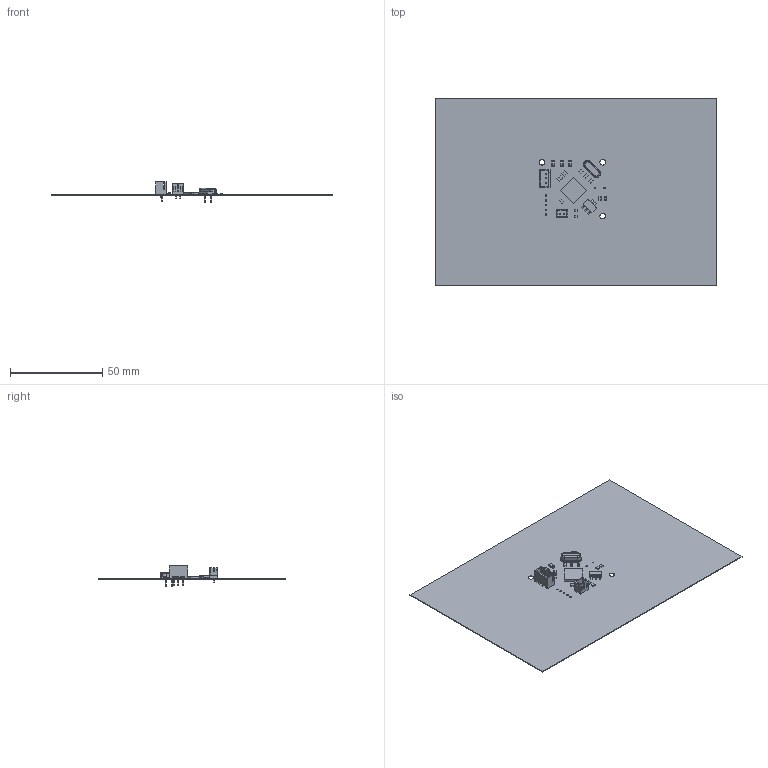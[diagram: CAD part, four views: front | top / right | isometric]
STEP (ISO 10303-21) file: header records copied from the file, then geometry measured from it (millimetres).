
FILE_DESCRIPTION(('Open CASCADE Model'),'2;1');
FILE_NAME('Open CASCADE Shape Model','2015-07-26T11:31:32',('Author'),( 'Open CASCADE'),'Open CASCADE STEP processor 6.5','Open CASCADE 6.5' ,'Unknown');
FILE_SCHEMA(('AUTOMOTIVE_DESIGN { 1 0 10303 214 1 1 1 1 }'));
Length unit declared in the file: millimetre
Products named in the file (29): PCB; Boardidro900ma; C1idro900ma; SW3dPS-smt_resistor_packages; C2idro900ma; C4idro900ma; C5idro900ma; C6idro900ma; C7idro900ma; IC1idro900ma; SW3dPS-Regulator; IDROidro900ma; SW3dPS-jst-b3b-xh-a; LED1idro900ma; User_Library-led_1206-green; LED2idro900ma; LED3idro900ma; R1idro900ma; R2idro900ma; R3idro900ma; R4idro900ma; R5idro900ma; U1idro900ma; 578800016; Extruded; VINidro900ma; User_Library-PCB_HEADER_(JST_BxB-PH-K-S_(VERTICAL)); X1idro900ma; SW3dPS-HP49US
Assembly tree (40 placements, depth 4):
  PCB
    Boardidro900ma
    C1idro900ma
      SW3dPS-smt_resistor_packages
    C2idro900ma
      SW3dPS-smt_resistor_packages
    C4idro900ma
      SW3dPS-smt_resistor_packages
    C5idro900ma
      SW3dPS-smt_resistor_packages
    C6idro900ma
      SW3dPS-smt_resistor_packages
    C7idro900ma
      SW3dPS-smt_resistor_packages
    IC1idro900ma
      SW3dPS-Regulator
    IDROidro900ma
      SW3dPS-jst-b3b-xh-a
    LED1idro900ma
      User_Library-led_1206-green
    LED2idro900ma
      User_Library-led_1206-green
    LED3idro900ma
      User_Library-led_1206-green
    R1idro900ma
      SW3dPS-smt_resistor_packages
    R2idro900ma
      SW3dPS-smt_resistor_packages
    R3idro900ma
      SW3dPS-smt_resistor_packages
    R4idro900ma
      SW3dPS-smt_resistor_packages
    R5idro900ma
      SW3dPS-smt_resistor_packages
    U1idro900ma
      578800016
        Extruded
    VINidro900ma
      User_Library-PCB_HEADER_(JST_BxB-PH-K-S_(VERTICAL))
    X1idro900ma
      SW3dPS-HP49US
Bounding box: 152.4 x 101.6 x 11 mm (x, y, z)
Volume: 6892.5 mm3; surface area: 32658 mm2
Topology: 19 solids, 24 shells, 641 faces, 1589 edges, 1018 vertices
Faces by surface type: plane 518, cylinder 99, sphere 12, torus 12
Full cylindrical faces by diameter (mm): 0.787 x2, 0.864 x12, 3 x3
Entity records: 27551 total; most frequent: CARTESIAN_POINT 6344, DIRECTION 3493, LINE 2277, VECTOR 2277, ORIENTED_EDGE 1902, PCURVE 1902, DEFINITIONAL_REPRESENTATION 1902, EDGE_CURVE 959
